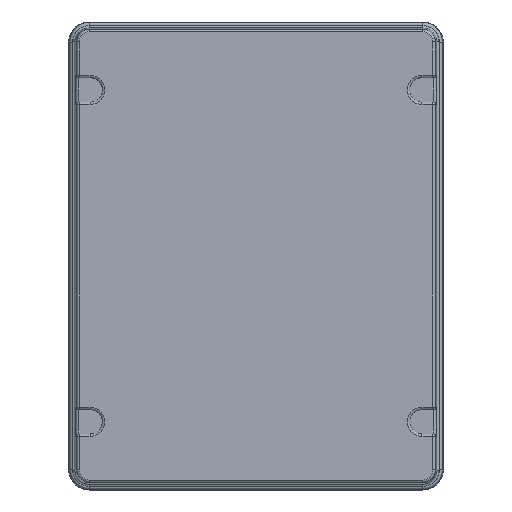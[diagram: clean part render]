
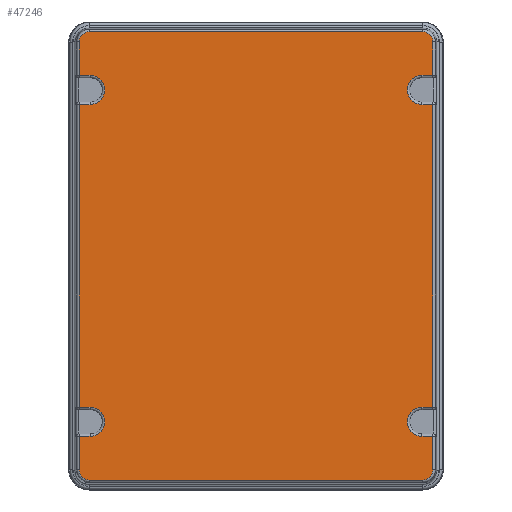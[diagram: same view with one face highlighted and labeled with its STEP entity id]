
A CAD part, top view. The second image highlights one B-rep face of the part: STEP entity #47246.
In plain terms, the highlighted planar face has unit normal (0, 0, 1).
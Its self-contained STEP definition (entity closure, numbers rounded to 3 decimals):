
#44327=DIRECTION('',(1.,0.,0.));
#44328=VECTOR('',#44327,282.2);
#44329=CARTESIAN_POINT('',(-141.1,189.637,49.5));
#44330=LINE('',#44329,#44328);
#44331=CARTESIAN_POINT('',(141.1,181.1,49.5));
#44332=DIRECTION('',(0.,0.,-1.));
#44333=DIRECTION('',(0.,1.,0.));
#44334=AXIS2_PLACEMENT_3D('',#44331,#44332,#44333);
#44336=CARTESIAN_POINT('',(140.4,140.4,49.5));
#44337=DIRECTION('',(0.,0.,1.));
#44338=DIRECTION('',(0.,1.,0.));
#44339=AXIS2_PLACEMENT_3D('',#44336,#44337,#44338);
#44341=CARTESIAN_POINT('',(140.4,-140.4,49.5));
#44342=DIRECTION('',(0.,0.,1.));
#44343=DIRECTION('',(0.,1.,0.));
#44344=AXIS2_PLACEMENT_3D('',#44341,#44342,#44343);
#44346=CARTESIAN_POINT('',(141.1,-181.1,49.5));
#44347=DIRECTION('',(0.,0.,-1.));
#44348=DIRECTION('',(1.,0.,0.));
#44349=AXIS2_PLACEMENT_3D('',#44346,#44347,#44348);
#44351=DIRECTION('',(-1.,0.,0.));
#44352=VECTOR('',#44351,282.2);
#44353=CARTESIAN_POINT('',(141.1,-189.637,49.5));
#44354=LINE('',#44353,#44352);
#44355=CARTESIAN_POINT('',(-141.1,-181.1,49.5));
#44356=DIRECTION('',(0.,0.,1.));
#44357=DIRECTION('',(-1.,0.,0.));
#44358=AXIS2_PLACEMENT_3D('',#44355,#44356,#44357);
#44360=CARTESIAN_POINT('',(-140.4,-140.4,49.5));
#44361=DIRECTION('',(0.,0.,-1.));
#44362=DIRECTION('',(0.,1.,0.));
#44363=AXIS2_PLACEMENT_3D('',#44360,#44361,#44362);
#44365=CARTESIAN_POINT('',(-140.4,140.4,49.5));
#44366=DIRECTION('',(0.,0.,-1.));
#44367=DIRECTION('',(0.,1.,0.));
#44368=AXIS2_PLACEMENT_3D('',#44365,#44366,#44367);
#44370=CARTESIAN_POINT('',(-141.1,181.1,49.5));
#44371=DIRECTION('',(0.,0.,1.));
#44372=DIRECTION('',(0.,1.,0.));
#44373=AXIS2_PLACEMENT_3D('',#44370,#44371,#44372);
#45754=DIRECTION('',(0.,1.,0.));
#45755=VECTOR('',#45754,28.4);
#45756=CARTESIAN_POINT('',(149.637,-181.1,49.5));
#45757=LINE('',#45756,#45755);
#45843=DIRECTION('',(1.,0.,0.));
#45844=VECTOR('',#45843,9.237);
#45845=CARTESIAN_POINT('',(140.4,-128.1,49.5));
#45846=LINE('',#45845,#45844);
#45871=DIRECTION('',(-1.,0.,0.));
#45872=VECTOR('',#45871,9.237);
#45873=CARTESIAN_POINT('',(149.637,-152.7,49.5));
#45874=LINE('',#45873,#45872);
#45875=DIRECTION('',(0.,1.,0.));
#45876=VECTOR('',#45875,256.2);
#45877=CARTESIAN_POINT('',(149.637,-128.1,49.5));
#45878=LINE('',#45877,#45876);
#45898=DIRECTION('',(-1.,0.,0.));
#45899=VECTOR('',#45898,9.237);
#45900=CARTESIAN_POINT('',(149.637,128.1,49.5));
#45901=LINE('',#45900,#45899);
#45926=DIRECTION('',(1.,0.,0.));
#45927=VECTOR('',#45926,9.237);
#45928=CARTESIAN_POINT('',(140.4,152.7,49.5));
#45929=LINE('',#45928,#45927);
#45949=DIRECTION('',(0.,1.,0.));
#45950=VECTOR('',#45949,28.4);
#45951=CARTESIAN_POINT('',(149.637,152.7,49.5));
#45952=LINE('',#45951,#45950);
#46245=DIRECTION('',(0.,1.,0.));
#46246=VECTOR('',#46245,28.4);
#46247=CARTESIAN_POINT('',(-149.637,152.7,49.5));
#46248=LINE('',#46247,#46246);
#46272=DIRECTION('',(-1.,0.,0.));
#46273=VECTOR('',#46272,9.237);
#46274=CARTESIAN_POINT('',(-140.4,152.7,49.5));
#46275=LINE('',#46274,#46273);
#46300=DIRECTION('',(1.,0.,0.));
#46301=VECTOR('',#46300,9.237);
#46302=CARTESIAN_POINT('',(-149.637,128.1,49.5));
#46303=LINE('',#46302,#46301);
#46319=DIRECTION('',(0.,1.,0.));
#46320=VECTOR('',#46319,256.2);
#46321=CARTESIAN_POINT('',(-149.637,-128.1,49.5));
#46322=LINE('',#46321,#46320);
#46365=DIRECTION('',(-1.,0.,0.));
#46366=VECTOR('',#46365,9.237);
#46367=CARTESIAN_POINT('',(-140.4,-128.1,49.5));
#46368=LINE('',#46367,#46366);
#46409=DIRECTION('',(1.,0.,0.));
#46410=VECTOR('',#46409,9.237);
#46411=CARTESIAN_POINT('',(-149.637,-152.7,49.5));
#46412=LINE('',#46411,#46410);
#46486=DIRECTION('',(0.,1.,0.));
#46487=VECTOR('',#46486,28.4);
#46488=CARTESIAN_POINT('',(-149.637,-181.1,49.5));
#46489=LINE('',#46488,#46487);
#46643=CARTESIAN_POINT('',(-149.637,152.7,49.5));
#46644=CARTESIAN_POINT('',(-149.637,181.1,49.5));
#46645=VERTEX_POINT('',#46643);
#46646=VERTEX_POINT('',#46644);
#46649=CARTESIAN_POINT('',(-140.4,152.7,49.5));
#46650=VERTEX_POINT('',#46649);
#46651=CARTESIAN_POINT('',(-140.4,128.1,49.5));
#46652=VERTEX_POINT('',#46651);
#46653=CARTESIAN_POINT('',(-141.1,189.637,49.5));
#46654=VERTEX_POINT('',#46653);
#46707=CARTESIAN_POINT('',(-149.637,-152.7,49.5));
#46708=VERTEX_POINT('',#46707);
#46709=CARTESIAN_POINT('',(-140.4,-152.7,49.5));
#46710=VERTEX_POINT('',#46709);
#46711=CARTESIAN_POINT('',(-140.4,-128.1,49.5));
#46712=VERTEX_POINT('',#46711);
#46723=CARTESIAN_POINT('',(-149.637,-181.1,49.5));
#46724=VERTEX_POINT('',#46723);
#46727=CARTESIAN_POINT('',(-141.1,-189.637,49.5));
#46728=VERTEX_POINT('',#46727);
#46741=CARTESIAN_POINT('',(-149.637,-128.1,49.5));
#46742=CARTESIAN_POINT('',(-149.637,128.1,49.5));
#46743=VERTEX_POINT('',#46741);
#46744=VERTEX_POINT('',#46742);
#46945=CARTESIAN_POINT('',(149.637,152.7,49.5));
#46946=CARTESIAN_POINT('',(149.637,181.1,49.5));
#46947=VERTEX_POINT('',#46945);
#46948=VERTEX_POINT('',#46946);
#46951=CARTESIAN_POINT('',(140.4,152.7,49.5));
#46952=VERTEX_POINT('',#46951);
#46953=CARTESIAN_POINT('',(140.4,128.1,49.5));
#46954=VERTEX_POINT('',#46953);
#46955=CARTESIAN_POINT('',(141.1,189.637,49.5));
#46956=VERTEX_POINT('',#46955);
#47009=CARTESIAN_POINT('',(149.637,-152.7,49.5));
#47010=VERTEX_POINT('',#47009);
#47011=CARTESIAN_POINT('',(140.4,-152.7,49.5));
#47012=VERTEX_POINT('',#47011);
#47013=CARTESIAN_POINT('',(140.4,-128.1,49.5));
#47014=VERTEX_POINT('',#47013);
#47025=CARTESIAN_POINT('',(149.637,-181.1,49.5));
#47026=VERTEX_POINT('',#47025);
#47029=CARTESIAN_POINT('',(141.1,-189.637,49.5));
#47030=VERTEX_POINT('',#47029);
#47043=CARTESIAN_POINT('',(149.637,-128.1,49.5));
#47044=CARTESIAN_POINT('',(149.637,128.1,49.5));
#47045=VERTEX_POINT('',#47043);
#47046=VERTEX_POINT('',#47044);
#47191=CARTESIAN_POINT('',(0.,0.,49.5));
#47192=DIRECTION('',(0.,0.,1.));
#47193=DIRECTION('',(1.,0.,0.));
#47194=AXIS2_PLACEMENT_3D('',#47191,#47192,#47193);
#47195=PLANE('',#47194);
#47197=ORIENTED_EDGE('',*,*,#47196,.T.);
#47199=ORIENTED_EDGE('',*,*,#47198,.T.);
#47201=ORIENTED_EDGE('',*,*,#47200,.F.);
#47203=ORIENTED_EDGE('',*,*,#47202,.F.);
#47205=ORIENTED_EDGE('',*,*,#47204,.T.);
#47207=ORIENTED_EDGE('',*,*,#47206,.F.);
#47209=ORIENTED_EDGE('',*,*,#47208,.F.);
#47211=ORIENTED_EDGE('',*,*,#47210,.F.);
#47213=ORIENTED_EDGE('',*,*,#47212,.T.);
#47215=ORIENTED_EDGE('',*,*,#47214,.F.);
#47217=ORIENTED_EDGE('',*,*,#47216,.F.);
#47219=ORIENTED_EDGE('',*,*,#47218,.T.);
#47221=ORIENTED_EDGE('',*,*,#47220,.T.);
#47223=ORIENTED_EDGE('',*,*,#47222,.F.);
#47225=ORIENTED_EDGE('',*,*,#47224,.T.);
#47227=ORIENTED_EDGE('',*,*,#47226,.T.);
#47229=ORIENTED_EDGE('',*,*,#47228,.F.);
#47231=ORIENTED_EDGE('',*,*,#47230,.T.);
#47233=ORIENTED_EDGE('',*,*,#47232,.T.);
#47235=ORIENTED_EDGE('',*,*,#47234,.T.);
#47237=ORIENTED_EDGE('',*,*,#47236,.F.);
#47239=ORIENTED_EDGE('',*,*,#47238,.T.);
#47241=ORIENTED_EDGE('',*,*,#47240,.T.);
#47243=ORIENTED_EDGE('',*,*,#47242,.F.);
#47244=EDGE_LOOP('',(#47197,#47199,#47201,#47203,#47205,#47207,#47209,#47211,
#47213,#47215,#47217,#47219,#47221,#47223,#47225,#47227,#47229,#47231,#47233,
#47235,#47237,#47239,#47241,#47243));
#47245=FACE_OUTER_BOUND('',#47244,.F.);
#47246=ADVANCED_FACE('',(#47245),#47195,.T.);
#44335=CIRCLE('',#44334,8.537);
#44340=CIRCLE('',#44339,12.3);
#44345=CIRCLE('',#44344,12.3);
#44350=CIRCLE('',#44349,8.537);
#44359=CIRCLE('',#44358,8.537);
#44364=CIRCLE('',#44363,12.3);
#44369=CIRCLE('',#44368,12.3);
#44374=CIRCLE('',#44373,8.537);
#47196=EDGE_CURVE('',#46654,#46956,#44330,.T.);
#47198=EDGE_CURVE('',#46956,#46948,#44335,.T.);
#47200=EDGE_CURVE('',#46947,#46948,#45952,.T.);
#47202=EDGE_CURVE('',#46952,#46947,#45929,.T.);
#47204=EDGE_CURVE('',#46952,#46954,#44340,.T.);
#47206=EDGE_CURVE('',#47046,#46954,#45901,.T.);
#47208=EDGE_CURVE('',#47045,#47046,#45878,.T.);
#47210=EDGE_CURVE('',#47014,#47045,#45846,.T.);
#47212=EDGE_CURVE('',#47014,#47012,#44345,.T.);
#47214=EDGE_CURVE('',#47010,#47012,#45874,.T.);
#47216=EDGE_CURVE('',#47026,#47010,#45757,.T.);
#47218=EDGE_CURVE('',#47026,#47030,#44350,.T.);
#47220=EDGE_CURVE('',#47030,#46728,#44354,.T.);
#47222=EDGE_CURVE('',#46724,#46728,#44359,.T.);
#47224=EDGE_CURVE('',#46724,#46708,#46489,.T.);
#47226=EDGE_CURVE('',#46708,#46710,#46412,.T.);
#47228=EDGE_CURVE('',#46712,#46710,#44364,.T.);
#47230=EDGE_CURVE('',#46712,#46743,#46368,.T.);
#47232=EDGE_CURVE('',#46743,#46744,#46322,.T.);
#47234=EDGE_CURVE('',#46744,#46652,#46303,.T.);
#47236=EDGE_CURVE('',#46650,#46652,#44369,.T.);
#47238=EDGE_CURVE('',#46650,#46645,#46275,.T.);
#47240=EDGE_CURVE('',#46645,#46646,#46248,.T.);
#47242=EDGE_CURVE('',#46654,#46646,#44374,.T.);
